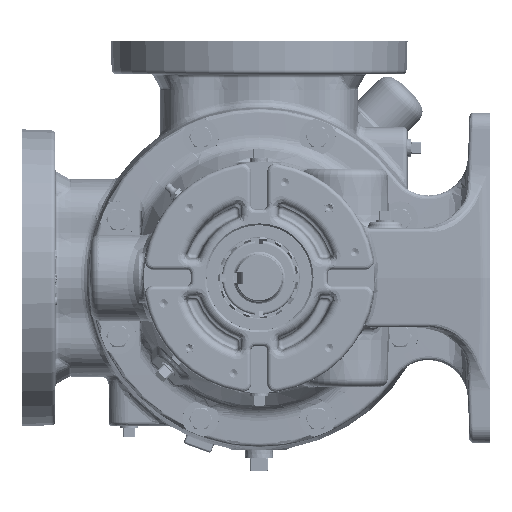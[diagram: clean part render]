
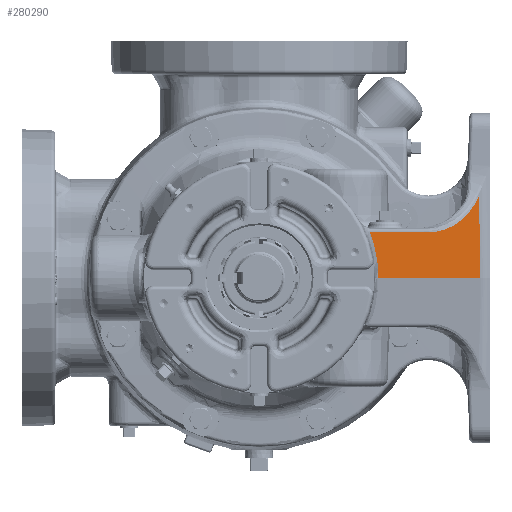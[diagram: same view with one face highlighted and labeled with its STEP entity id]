
A CAD part, left-side view. The second image highlights one B-rep face of the part: STEP entity #280290.
In plain terms, the highlighted planar face has unit normal (-0.642, -0.766, 0.035).
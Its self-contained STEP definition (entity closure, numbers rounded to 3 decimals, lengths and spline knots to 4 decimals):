
#12370 = CARTESIAN_POINT ( 'NONE',  ( -7.7607, -5.1537, 1.3842 ) ) ;
#28719 = DIRECTION ( 'NONE',  ( 0.766, -0.643, 0. ) ) ;
#33331 = VECTOR ( 'NONE', #76388, 39.3701 ) ;
#38135 = CARTESIAN_POINT ( 'NONE',  ( -9.7202, -3.5297, 0.9402 ) ) ;
#47000 = EDGE_CURVE ( 'NONE', #105704, #155183, #102379, .T. ) ;
#58746 = CARTESIAN_POINT ( 'NONE',  ( -9.667, -3.6172, 0. ) ) ;
#61949 = CARTESIAN_POINT ( 'NONE',  ( -7.7607, -5.1537, 1.3842 ) ) ;
#76388 = DIRECTION ( 'NONE',  ( -0.766, 0.643, 0. ) ) ;
#83708 = CARTESIAN_POINT ( 'NONE',  ( -9.894, -3.3636, 1.3842 ) ) ;
#84958 = CARTESIAN_POINT ( 'NONE',  ( -5.8632, -6.6524, 3.434 ) ) ;
#85319 = CARTESIAN_POINT ( 'NONE',  ( -5.896, -6.6677, 2.4956 ) ) ;
#96536 = VERTEX_POINT ( 'NONE', #12370 ) ;
#102379 = LINE ( 'NONE', #164217, #146602 ) ;
#105704 = VERTEX_POINT ( 'NONE', #194872 ) ;
#106406 =( BOUNDED_CURVE ( )  B_SPLINE_CURVE ( 3, ( #83708, #38135, #218989, #58746 ),
 .UNSPECIFIED., .F., .F. ) 
 B_SPLINE_CURVE_WITH_KNOTS ( ( 4, 4 ),
 ( 2.8291, 3.1828 ),
 .UNSPECIFIED. ) 
 CURVE ( )  GEOMETRIC_REPRESENTATION_ITEM ( )  RATIONAL_B_SPLINE_CURVE ( ( 1., 0.99, 0.99, 1. ) ) 
 REPRESENTATION_ITEM ( '' )  );
#119981 = VERTEX_POINT ( 'NONE', #85319 ) ;
#126488 = EDGE_CURVE ( 'NONE', #119981, #96536, #182864, .T. ) ;
#128457 = EDGE_CURVE ( 'NONE', #96536, #204302, #188113, .T. ) ;
#130468 = LINE ( 'NONE', #84958, #272986 ) ;
#136311 = EDGE_CURVE ( 'NONE', #204302, #105704, #106406, .T. ) ;
#139007 = DIRECTION ( 'NONE',  ( -0.642, -0.766, 0.035 ) ) ;
#146602 = VECTOR ( 'NONE', #231882, 39.3701 ) ;
#150167 = AXIS2_PLACEMENT_3D ( 'NONE', #230188, #139007, #28719 ) ;
#154005 = DIRECTION ( 'NONE',  ( 0.035, 0.016, 0.999 ) ) ;
#155183 = VERTEX_POINT ( 'NONE', #288281 ) ;
#163638 = ORIENTED_EDGE ( 'NONE', *, *, #128457, .T. ) ;
#164217 = CARTESIAN_POINT ( 'NONE',  ( -5.3907, -7.2054, 0. ) ) ;
#173632 = CARTESIAN_POINT ( 'NONE',  ( -6.2759, -6.3809, 1.7931 ) ) ;
#182864 =( BOUNDED_CURVE ( )  B_SPLINE_CURVE ( 3, ( #195735, #173632, #263342, #61949 ),
 .UNSPECIFIED., .F., .F. ) 
 B_SPLINE_CURVE_WITH_KNOTS ( ( 4, 4 ),
 ( 3.5831, 4.6581 ),
 .UNSPECIFIED. ) 
 CURVE ( )  GEOMETRIC_REPRESENTATION_ITEM ( )  RATIONAL_B_SPLINE_CURVE ( ( 1., 0.906, 0.906, 1. ) ) 
 REPRESENTATION_ITEM ( '' )  );
#188113 = LINE ( 'NONE', #277807, #33331 ) ;
#190223 = EDGE_CURVE ( 'NONE', #155183, #119981, #130468, .T. ) ;
#194872 = CARTESIAN_POINT ( 'NONE',  ( -9.667, -3.6172, 0. ) ) ;
#195735 = CARTESIAN_POINT ( 'NONE',  ( -5.896, -6.6677, 2.4956 ) ) ;
#204302 = VERTEX_POINT ( 'NONE', #282077 ) ;
#218989 = CARTESIAN_POINT ( 'NONE',  ( -9.6437, -3.6151, 0.474 ) ) ;
#225547 = ORIENTED_EDGE ( 'NONE', *, *, #190223, .T. ) ;
#226863 = EDGE_LOOP ( 'NONE', ( #163638, #260408, #237915, #225547, #284473 ) ) ;
#230188 = CARTESIAN_POINT ( 'NONE',  ( -5.3907, -7.2054, 0. ) ) ;
#231882 = DIRECTION ( 'NONE',  ( 0.766, -0.643, 0. ) ) ;
#237915 = ORIENTED_EDGE ( 'NONE', *, *, #47000, .T. ) ;
#250777 = FACE_OUTER_BOUND ( 'NONE', #226863, .T. ) ;
#260408 = ORIENTED_EDGE ( 'NONE', *, *, #136311, .T. ) ;
#263342 = CARTESIAN_POINT ( 'NONE',  ( -6.962, -5.8238, 1.3842 ) ) ;
#272986 = VECTOR ( 'NONE', #154005, 39.3701 ) ;
#275707 = PLANE ( 'NONE',  #150167 ) ;
#277807 = CARTESIAN_POINT ( 'NONE',  ( -5.3596, -7.1684, 1.3842 ) ) ;
#280290 = ADVANCED_FACE ( 'Defeatured_0_3925', ( #250777 ), #275707, .T. ) ;
#282077 = CARTESIAN_POINT ( 'NONE',  ( -9.894, -3.3636, 1.3842 ) ) ;
#284473 = ORIENTED_EDGE ( 'NONE', *, *, #126488, .T. ) ;
#288281 = CARTESIAN_POINT ( 'NONE',  ( -5.9831, -6.7083, 0. ) ) ;
